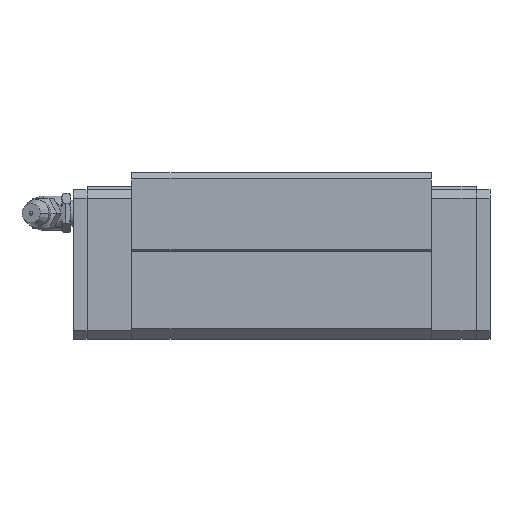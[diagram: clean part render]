
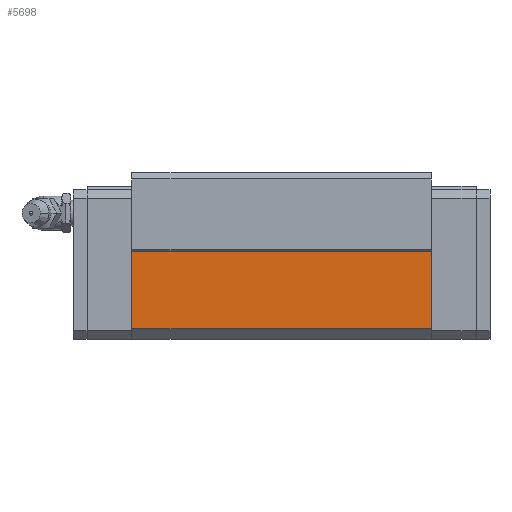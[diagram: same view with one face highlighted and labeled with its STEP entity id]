
A CAD part, front view. The second image highlights one B-rep face of the part: STEP entity #5698.
In plain terms, the highlighted planar face has unit normal (0, -1, 0).
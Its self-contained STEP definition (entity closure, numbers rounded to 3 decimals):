
#5038=CARTESIAN_POINT('POINT310',(13.7,-29.5,
   2.5));
#5039=VERTEX_POINT('VERTEX310',#5038);
#5046=CARTESIAN_POINT('POINT311',(13.7,-29.5,
   20.5));
#5047=VERTEX_POINT('VERTEX311',#5046);
#5048=CARTESIAN_POINT('POS506',(13.7,-29.5,
   2.5));
#5049=DIRECTION('DIR705',(0.,0.,1.));
#5050=VECTOR('VEC307',#5049,1.);
#5051=LINE('STRAIGHT307',#5048,#5050);
#5052=EDGE_CURVE('EDGE486',#5039,#5047,#5051,.T.);
#5651=CARTESIAN_POINT('POINT381',(83.7,-29.5,
   2.5));
#5652=VERTEX_POINT('VERTEX381',#5651);
#5659=CARTESIAN_POINT('POS580',(13.7,-29.5,
   2.5));
#5660=DIRECTION('DIR790',(1.,0.,0.));
#5661=VECTOR('VEC370',#5660,1.);
#5662=LINE('STRAIGHT370',#5659,#5661);
#5663=EDGE_CURVE('EDGE559',#5039,#5652,#5662,.T.);
#5675=CARTESIAN_POINT('POINT382',(83.7,-29.5,
   20.5));
#5676=VERTEX_POINT('VERTEX382',#5675);
#5677=CARTESIAN_POINT('POS582',(83.7,-29.5,
   2.5));
#5678=DIRECTION('DIR793',(0.,0.,1.));
#5679=VECTOR('VEC371',#5678,1.);
#5680=LINE('STRAIGHT371',#5677,#5679);
#5681=EDGE_CURVE('EDGE560',#5652,#5676,#5680,.T.);
#5682=ORIENTED_EDGE('COEDGE1037',*,*,#5681,.T.);
#5683=CARTESIAN_POINT('POS583',(13.7,-29.5,
   20.5));
#5684=DIRECTION('DIR794',(1.,0.,0.));
#5685=VECTOR('VEC372',#5684,1.);
#5686=LINE('STRAIGHT372',#5683,#5685);
#5687=EDGE_CURVE('EDGE561',#5047,#5676,#5686,.T.);
#5688=ORIENTED_EDGE('COEDGE1038',*,*,#5687,.F.);
#5689=ORIENTED_EDGE('COEDGE1039',*,*,#5052,.F.);
#5690=ORIENTED_EDGE('COEDGE1040',*,*,#5663,.T.);
#5691=EDGE_LOOP('NONE',(#5682,#5688,#5689,#5690));
#5692=FACE_BOUND('LOOP1',#5691,.T.);
#5693=CARTESIAN_POINT('POS584',(13.7,-29.5,
   2.5));
#5694=DIRECTION('DIR795',(0.,-1.,0.));
#5695=DIRECTION('DIR796',(1.,0.,0.));
#5696=AXIS2_PLACEMENT_3D('AXIS212',#5693,#5694,#5695);
#5697=PLANE('PLANE100',#5696);
#5698=ADVANCED_FACE('FACE194',(#5692),#5697,.T.);
